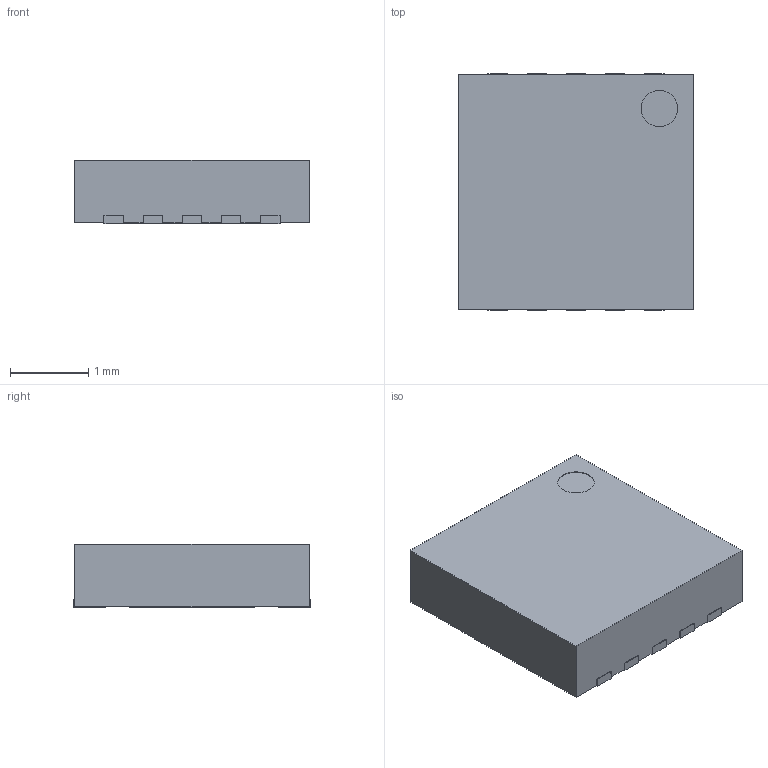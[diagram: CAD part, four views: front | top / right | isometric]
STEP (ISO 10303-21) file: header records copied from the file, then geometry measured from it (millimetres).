
FILE_DESCRIPTION (( 'STEP AP214' ), '1' );
FILE_NAME ('SDA10A (Rev A), WSON-10.STEP', '2022-10-14T14:16:27', ( 'user' ), ( '' ), 'SwSTEP 2.0', 'SolidWorks 2017', '' );
FILE_SCHEMA (( 'AUTOMOTIVE_DESIGN' ));
Length unit declared in the file: millimetre
Products named in the file (1): SDA10A (Rev A), WSON-10
Bounding box: 3 x 3.02 x 0.81 mm (x, y, z)
Volume: 7.2 mm3; surface area: 36.4 mm2
Topology: 16 solids, 16 shells, 130 faces, 291 edges, 194 vertices
Faces by surface type: plane 128, cylinder 2
Entity records: 5138 total; most frequent: CARTESIAN_POINT 616, ORIENTED_EDGE 582, DIRECTION 557, EDGE_CURVE 291, LINE 287, VECTOR 287, VERTEX_POINT 194, UNCERTAINTY_MEASURE_WITH_UNIT 148
